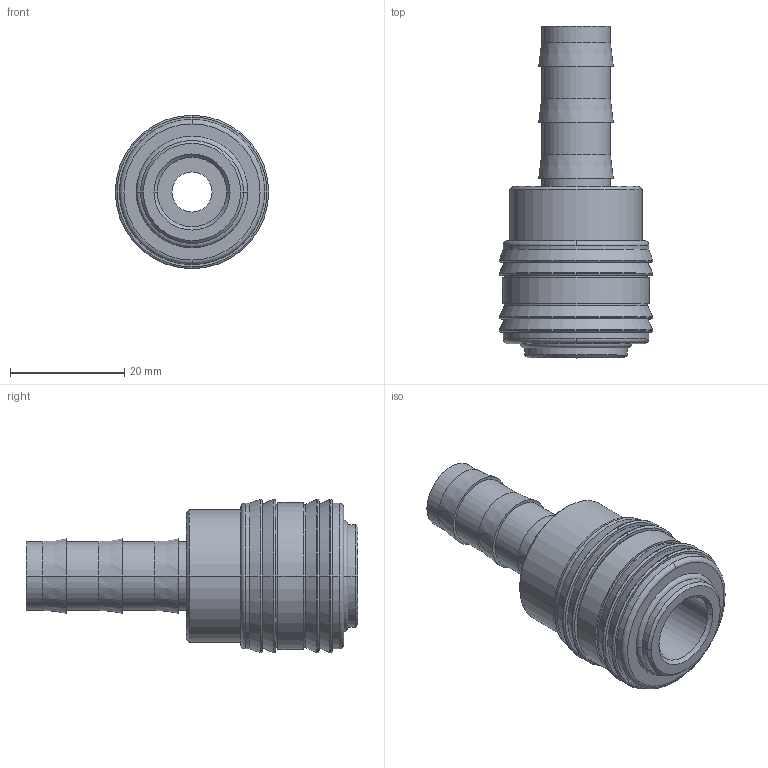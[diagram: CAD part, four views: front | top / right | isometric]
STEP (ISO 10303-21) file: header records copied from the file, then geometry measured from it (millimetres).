
FILE_DESCRIPTION(('STEP AP214'),'1');
FILE_NAME('es_10_th.stp','2020-03-05T08:43:59',('TraceParts'),('TraceParts S.A.'),'Spatial InterOp 3D',' ',' ');
FILE_SCHEMA(('automotive_design'));
Length unit declared in the file: millimetre
Products named in the file (1): 1
Bounding box: 26.8 x 58 x 26.8 mm (x, y, z)
Volume: 13504.4 mm3; surface area: 6203.9 mm2
Topology: 1 solids, 1 shells, 83 faces, 185 edges, 117 vertices
Faces by surface type: cylinder 26, torus 22, cone 20, plane 15
Entity records: 3050 total; most frequent: DIRECTION 492, CARTESIAN_POINT 386, ORIENTED_EDGE 370, AXIS2_PLACEMENT_3D 223, EDGE_CURVE 185, CIRCLE 139, VERTEX_POINT 117, EDGE_LOOP 98
